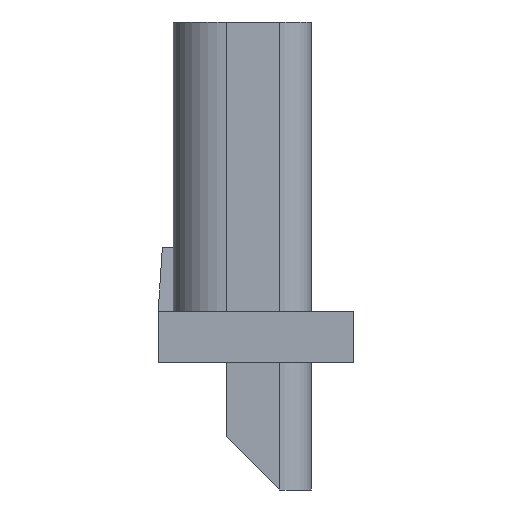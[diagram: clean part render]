
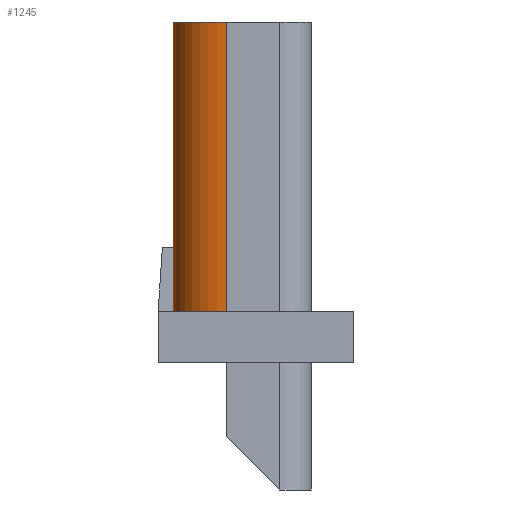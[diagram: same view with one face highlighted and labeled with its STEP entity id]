
A CAD part, left-side view. The second image highlights one B-rep face of the part: STEP entity #1245.
In plain terms, the highlighted cylindrical face has radius 1.25 mm (diameter 2.5 mm), a partial arc.
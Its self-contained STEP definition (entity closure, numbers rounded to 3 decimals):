
#420 = VERTEX_POINT('',#421);
#421 = CARTESIAN_POINT('',(-8.,0.7,1.2));
#427 = EDGE_CURVE('',#428,#420,#430,.T.);
#428 = VERTEX_POINT('',#429);
#429 = CARTESIAN_POINT('',(-5.5,0.7,1.2));
#430 = CIRCLE('',#431,1.25);
#431 = AXIS2_PLACEMENT_3D('',#432,#433,#434);
#432 = CARTESIAN_POINT('',(-6.75,0.7,1.2));
#433 = DIRECTION('',(0.,0.,1.));
#434 = DIRECTION('',(1.,0.,0.));
#1202 = VERTEX_POINT('',#1203);
#1203 = CARTESIAN_POINT('',(-5.5,0.7,8.));
#1209 = EDGE_CURVE('',#428,#1202,#1210,.T.);
#1210 = LINE('',#1211,#1212);
#1211 = CARTESIAN_POINT('',(-5.5,0.7,1.2));
#1212 = VECTOR('',#1213,1.);
#1213 = DIRECTION('',(0.,0.,1.));
#1245 = ADVANCED_FACE('',(#1246),#1265,.T.);
#1246 = FACE_BOUND('',#1247,.F.);
#1247 = EDGE_LOOP('',(#1248,#1249,#1258,#1264));
#1248 = ORIENTED_EDGE('',*,*,#1209,.T.);
#1249 = ORIENTED_EDGE('',*,*,#1250,.T.);
#1250 = EDGE_CURVE('',#1202,#1251,#1253,.T.);
#1251 = VERTEX_POINT('',#1252);
#1252 = CARTESIAN_POINT('',(-8.,0.7,8.));
#1253 = CIRCLE('',#1254,1.25);
#1254 = AXIS2_PLACEMENT_3D('',#1255,#1256,#1257);
#1255 = CARTESIAN_POINT('',(-6.75,0.7,8.));
#1256 = DIRECTION('',(0.,0.,1.));
#1257 = DIRECTION('',(1.,0.,0.));
#1258 = ORIENTED_EDGE('',*,*,#1259,.F.);
#1259 = EDGE_CURVE('',#420,#1251,#1260,.T.);
#1260 = LINE('',#1261,#1262);
#1261 = CARTESIAN_POINT('',(-8.,0.7,1.2));
#1262 = VECTOR('',#1263,1.);
#1263 = DIRECTION('',(0.,0.,1.));
#1264 = ORIENTED_EDGE('',*,*,#427,.F.);
#1265 = CYLINDRICAL_SURFACE('',#1266,1.25);
#1266 = AXIS2_PLACEMENT_3D('',#1267,#1268,#1269);
#1267 = CARTESIAN_POINT('',(-6.75,0.7,1.2));
#1268 = DIRECTION('',(-0.,-0.,-1.));
#1269 = DIRECTION('',(1.,0.,0.));
